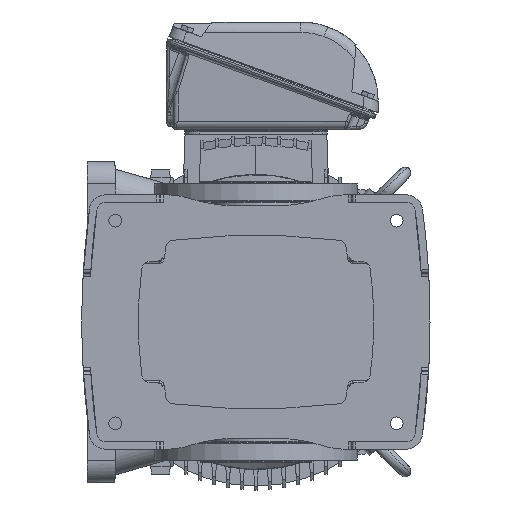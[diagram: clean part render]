
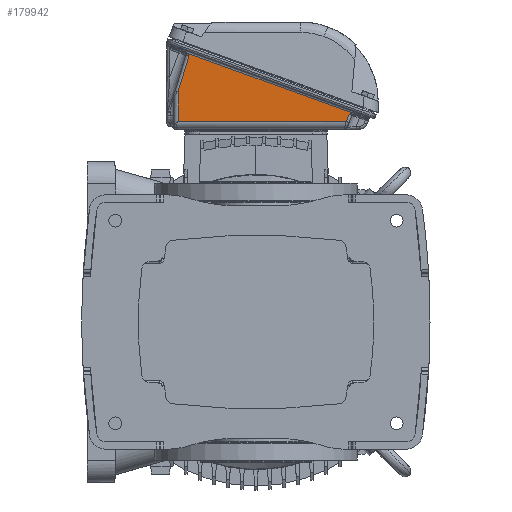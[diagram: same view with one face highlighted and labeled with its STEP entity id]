
A CAD part, front view. The second image highlights one B-rep face of the part: STEP entity #179942.
In plain terms, the highlighted face is planar.
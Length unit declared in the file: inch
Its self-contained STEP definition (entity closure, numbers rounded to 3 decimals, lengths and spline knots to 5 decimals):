
#459 = LINE ( 'NONE', #160631, #199068 ) ;
#1203 = DIRECTION ( 'NONE',  ( 0.956, -0.292, -0.035 ) ) ;
#5916 = LINE ( 'NONE', #196562, #194250 ) ;
#14481 = CARTESIAN_POINT ( 'NONE',  ( -11.10387, 5.00424, -3.62443 ) ) ;
#16157 = DIRECTION ( 'NONE',  ( 0., 1., 0.012 ) ) ;
#17538 = PLANE ( 'NONE',  #156038 ) ;
#28125 = CARTESIAN_POINT ( 'NONE',  ( -11.08727, 4.98812, -3.62516 ) ) ;
#29558 = EDGE_CURVE ( 'NONE', #153036, #90180, #189692, .T. ) ;
#31854 = EDGE_CURVE ( 'NONE', #200467, #153036, #92092, .T. ) ;
#33016 = CARTESIAN_POINT ( 'NONE',  ( -14.24447, -3.59007, -3.62402 ) ) ;
#41241 = ORIENTED_EDGE ( 'NONE', *, *, #143372, .T. ) ;
#41459 = CARTESIAN_POINT ( 'NONE',  ( -14.50183, -4.10589, -3.62173 ) ) ;
#42951 = EDGE_CURVE ( 'NONE', #104034, #200467, #459, .T. ) ;
#44848 = CARTESIAN_POINT ( 'NONE',  ( -11.13388, 5.03926, -3.62302 ) ) ;
#48754 = CARTESIAN_POINT ( 'NONE',  ( -14.23179, -3.58615, -3.62439 ) ) ;
#55112 = DIRECTION ( 'NONE',  ( -0.342, -0.94, 0. ) ) ;
#56388 = ORIENTED_EDGE ( 'NONE', *, *, #31854, .T. ) ;
#60884 = ORIENTED_EDGE ( 'NONE', *, *, #79655, .T. ) ;
#64467 = CARTESIAN_POINT ( 'NONE',  ( -14.20624, -3.57893, -3.62514 ) ) ;
#74260 = B_SPLINE_CURVE_WITH_KNOTS ( 'NONE', 3,
 ( #143011, #177555, #176527, #33016, #48754, #64467, #112609, #159765 ),
 .UNSPECIFIED., .F., .F.,
 ( 4, 2, 2, 4 ),
 ( 0.00365, 0.00566, 0.00667, 0.00768 ),
 .UNSPECIFIED. ) ;
#79655 = EDGE_CURVE ( 'NONE', #195081, #104034, #5916, .T. ) ;
#85491 = LINE ( 'NONE', #41459, #151114 ) ;
#86017 = EDGE_CURVE ( 'NONE', #135841, #132418, #74260, .T. ) ;
#87069 = VECTOR ( 'NONE', #125580, 39.37008 ) ;
#89136 = ORIENTED_EDGE ( 'NONE', *, *, #42951, .T. ) ;
#90180 = VERTEX_POINT ( 'NONE', #158513 ) ;
#92092 = LINE ( 'NONE', #155975, #87069 ) ;
#95509 = LINE ( 'NONE', #191859, #198182 ) ;
#96147 = CARTESIAN_POINT ( 'NONE',  ( -11.07052, 4.97222, -3.6259 ) ) ;
#97026 = ORIENTED_EDGE ( 'NONE', *, *, #29558, .T. ) ;
#97139 = DIRECTION ( 'NONE',  ( 0.033, -0.012, 0.999 ) ) ;
#104034 = VERTEX_POINT ( 'NONE', #177694 ) ;
#112609 = CARTESIAN_POINT ( 'NONE',  ( -14.1933, -3.57561, -3.62552 ) ) ;
#116084 = ORIENTED_EDGE ( 'NONE', *, *, #86017, .T. ) ;
#116829 = CARTESIAN_POINT ( 'NONE',  ( -14.1805, -3.57239, -3.6259 ) ) ;
#125494 = CARTESIAN_POINT ( 'NONE',  ( -11.12664, 5.03029, -3.62337 ) ) ;
#125580 = DIRECTION ( 'NONE',  ( -0.92, 0.39, 0.035 ) ) ;
#128126 = CARTESIAN_POINT ( 'NONE',  ( -11.07052, 4.97222, -3.6259 ) ) ;
#132418 = VERTEX_POINT ( 'NONE', #116829 ) ;
#134689 = DIRECTION ( 'NONE',  ( 0.999, 0., -0.033 ) ) ;
#135055 = ORIENTED_EDGE ( 'NONE', *, *, #162177, .T. ) ;
#135841 = VERTEX_POINT ( 'NONE', #204448 ) ;
#139142 = EDGE_LOOP ( 'NONE', ( #41241, #116084, #135055, #60884, #89136, #56388, #97026 ) ) ;
#143011 = CARTESIAN_POINT ( 'NONE',  ( -14.32816, -3.62873, -3.62173 ) ) ;
#143244 = FACE_OUTER_BOUND ( 'NONE', #139142, .T. ) ;
#143372 = EDGE_CURVE ( 'NONE', #90180, #135841, #85491, .T. ) ;
#144252 = DIRECTION ( 'NONE',  ( -0.342, -0.94, 0. ) ) ;
#151114 = VECTOR ( 'NONE', #55112, 39.37008 ) ;
#153036 = VERTEX_POINT ( 'NONE', #128126 ) ;
#155975 = CARTESIAN_POINT ( 'NONE',  ( -11.15552, 5.00831, -3.62268 ) ) ;
#156038 = AXIS2_PLACEMENT_3D ( 'NONE', #157909, #97139, #144252 ) ;
#157909 = CARTESIAN_POINT ( 'NONE',  ( -15.19685, -4.39372, -3.60236 ) ) ;
#158513 = CARTESIAN_POINT ( 'NONE',  ( -11.15929, 5.07767, -3.62173 ) ) ;
#159765 = CARTESIAN_POINT ( 'NONE',  ( -14.1805, -3.57239, -3.6259 ) ) ;
#160631 = CARTESIAN_POINT ( 'NONE',  ( -10.69446, 5.81088, -3.62823 ) ) ;
#162177 = EDGE_CURVE ( 'NONE', #132418, #195081, #95509, .T. ) ;
#170179 = CARTESIAN_POINT ( 'NONE',  ( -12.28292, -4.15254, -3.6951 ) ) ;
#176527 = CARTESIAN_POINT ( 'NONE',  ( -14.28178, -3.60336, -3.62295 ) ) ;
#177555 = CARTESIAN_POINT ( 'NONE',  ( -14.30576, -3.61427, -3.62229 ) ) ;
#177694 = CARTESIAN_POINT ( 'NONE',  ( -10.69446, -4.15254, -3.74723 ) ) ;
#179942 = ADVANCED_FACE ( 'NONE', ( #143244 ), #17538, .T. ) ;
#188824 = CARTESIAN_POINT ( 'NONE',  ( -10.69446, 4.8126, -3.64015 ) ) ;
#189414 = CARTESIAN_POINT ( 'NONE',  ( -11.1474, 5.05797, -3.62236 ) ) ;
#189692 = B_SPLINE_CURVE_WITH_KNOTS ( 'NONE', 3,
 ( #96147, #28125, #14481, #125494, #44848, #189414, #204109, #190455 ),
 .UNSPECIFIED., .F., .F.,
 ( 4, 2, 2, 4 ),
 ( -0.00001, 0.00175, 0.00263, 0.00351 ),
 .UNSPECIFIED. ) ;
#190455 = CARTESIAN_POINT ( 'NONE',  ( -11.15929, 5.07767, -3.62173 ) ) ;
#191859 = CARTESIAN_POINT ( 'NONE',  ( -12.79918, -3.99471, -3.67628 ) ) ;
#194250 = VECTOR ( 'NONE', #134689, 39.37008 ) ;
#195081 = VERTEX_POINT ( 'NONE', #170179 ) ;
#196562 = CARTESIAN_POINT ( 'NONE',  ( -15.19676, -4.15254, -3.59948 ) ) ;
#198182 = VECTOR ( 'NONE', #1203, 39.37008 ) ;
#199068 = VECTOR ( 'NONE', #16157, 39.37008 ) ;
#200467 = VERTEX_POINT ( 'NONE', #188824 ) ;
#204109 = CARTESIAN_POINT ( 'NONE',  ( -11.15367, 5.06768, -3.62204 ) ) ;
#204448 = CARTESIAN_POINT ( 'NONE',  ( -14.32816, -3.62873, -3.62173 ) ) ;
